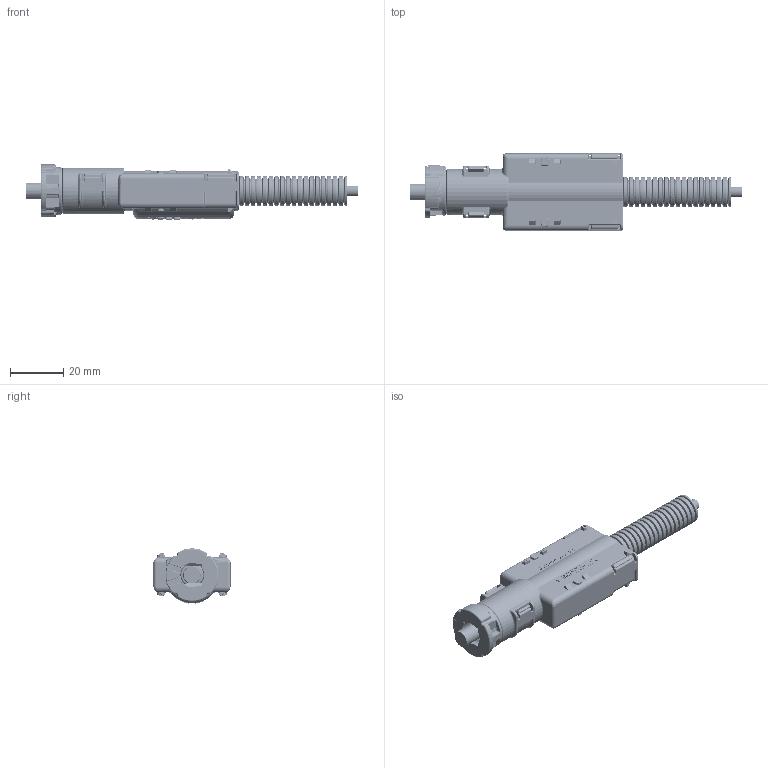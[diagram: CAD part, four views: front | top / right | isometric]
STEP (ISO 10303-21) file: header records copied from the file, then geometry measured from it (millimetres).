
FILE_DESCRIPTION(('CATIA V5 STEP','CAx-IF Rec.Pracs.--- Model Styling and Organization---1.4--- 2014-01-23'),'2;1');
FILE_NAME('Download-SV241N GKU 1_4_ 4x1 heated.stp','2019-06-27T07:54:00+00:00',('none'),('none'),'CATIA Version 5-6 Release 2016 SP3 HF59','CATIA V5 STEP AP214 Edition 3','none');
FILE_SCHEMA(('AUTOMOTIVE_DESIGN { 1 0 10303 214 3 1 1 1 }'));
Products named in the file (1):  Download-SV241N GKU 1_4_ 4x1 heated
Bounding box: 125.02 x 29 x 20.8 mm (x, y, z)
Volume: 14943.4 mm3; surface area: 28138.7 mm2
Topology: 7 solids, 7 shells, 6650 faces, 16555 edges, 9687 vertices
Faces by surface type: cylinder 1995, plane 1831, torus 1236, bspline 1055, cone 316, sphere 144, extrusion 73
Entity records: 256476 total; most frequent: CARTESIAN_POINT 120340, ORIENTED_EDGE 32518, DIRECTION 20017, EDGE_CURVE 16259, VERTEX_POINT 9685, AXIS2_PLACEMENT_3D 9589, EDGE_LOOP 6728, ADVANCED_FACE 6650
